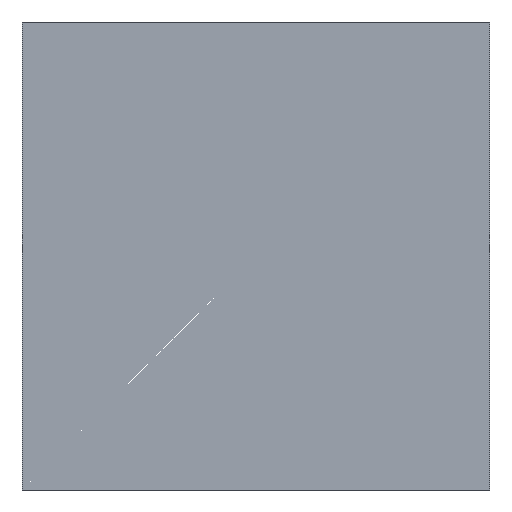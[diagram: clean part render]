
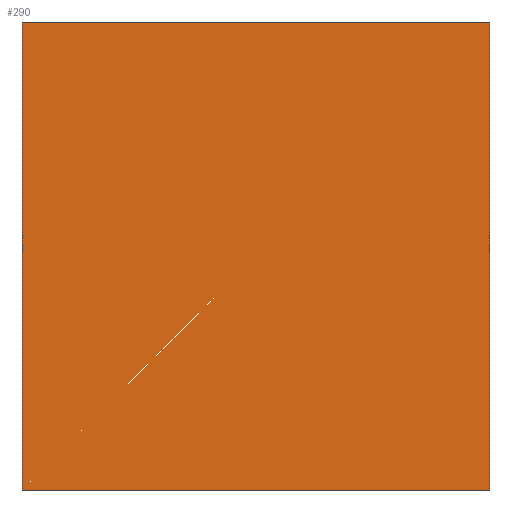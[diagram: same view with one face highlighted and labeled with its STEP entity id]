
A CAD part, front view. The second image highlights one B-rep face of the part: STEP entity #290.
In plain terms, the highlighted planar face has unit normal (0, -1, 0).
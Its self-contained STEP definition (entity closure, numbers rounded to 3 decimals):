
#5 = DIRECTION ( 'NONE',  ( 0., 0., 1. ) ) ;
#23 = PLANE ( 'NONE',  #152 ) ;
#29 = VECTOR ( 'NONE', #37, 1000. ) ;
#34 = EDGE_CURVE ( 'NONE', #61, #177, #196, .T. ) ;
#35 = EDGE_CURVE ( 'NONE', #67, #61, #281, .T. ) ;
#37 = DIRECTION ( 'NONE',  ( 0., 0., -1. ) ) ;
#61 = VERTEX_POINT ( 'NONE', #317 ) ;
#67 = VERTEX_POINT ( 'NONE', #316 ) ;
#110 = DIRECTION ( 'NONE',  ( 0., 1., 0. ) ) ;
#116 = EDGE_CURVE ( 'NONE', #370, #67, #308, .T. ) ;
#124 = CARTESIAN_POINT ( 'NONE',  ( -2.5, 0., -2.5 ) ) ;
#142 = CARTESIAN_POINT ( 'NONE',  ( -2.5, 0., 2.5 ) ) ;
#152 = AXIS2_PLACEMENT_3D ( 'NONE', #232, #110, #5 ) ;
#159 = ORIENTED_EDGE ( 'NONE', *, *, #34, .F. ) ;
#164 = DIRECTION ( 'NONE',  ( -1., 0., 0. ) ) ;
#177 = VERTEX_POINT ( 'NONE', #344 ) ;
#188 = ORIENTED_EDGE ( 'NONE', *, *, #361, .F. ) ;
#196 = LINE ( 'NONE', #319, #270 ) ;
#201 = DIRECTION ( 'NONE',  ( 1., 0., 0. ) ) ;
#219 = DIRECTION ( 'NONE',  ( 0., 0., 1. ) ) ;
#225 = CARTESIAN_POINT ( 'NONE',  ( 2.5, 0., -2.5 ) ) ;
#232 = CARTESIAN_POINT ( 'NONE',  ( 0., 0., 0. ) ) ;
#237 = ORIENTED_EDGE ( 'NONE', *, *, #35, .F. ) ;
#244 = VECTOR ( 'NONE', #219, 1000. ) ;
#251 = LINE ( 'NONE', #124, #244 ) ;
#270 = VECTOR ( 'NONE', #164, 1000. ) ;
#281 = LINE ( 'NONE', #225, #29 ) ;
#286 = VECTOR ( 'NONE', #201, 1000. ) ;
#290 = ADVANCED_FACE ( 'NONE', ( #379 ), #23, .F. ) ;
#296 = EDGE_LOOP ( 'NONE', ( #188, #159, #237, #400 ) ) ;
#308 = LINE ( 'NONE', #142, #286 ) ;
#316 = CARTESIAN_POINT ( 'NONE',  ( 2.5, 0., 2.5 ) ) ;
#317 = CARTESIAN_POINT ( 'NONE',  ( 2.5, 0., -2.5 ) ) ;
#319 = CARTESIAN_POINT ( 'NONE',  ( -2.5, 0., -2.5 ) ) ;
#344 = CARTESIAN_POINT ( 'NONE',  ( -2.5, 0., -2.5 ) ) ;
#361 = EDGE_CURVE ( 'NONE', #177, #370, #251, .T. ) ;
#370 = VERTEX_POINT ( 'NONE', #420 ) ;
#379 = FACE_OUTER_BOUND ( 'NONE', #296, .T. ) ;
#400 = ORIENTED_EDGE ( 'NONE', *, *, #116, .F. ) ;
#420 = CARTESIAN_POINT ( 'NONE',  ( -2.5, 0., 2.5 ) ) ;
